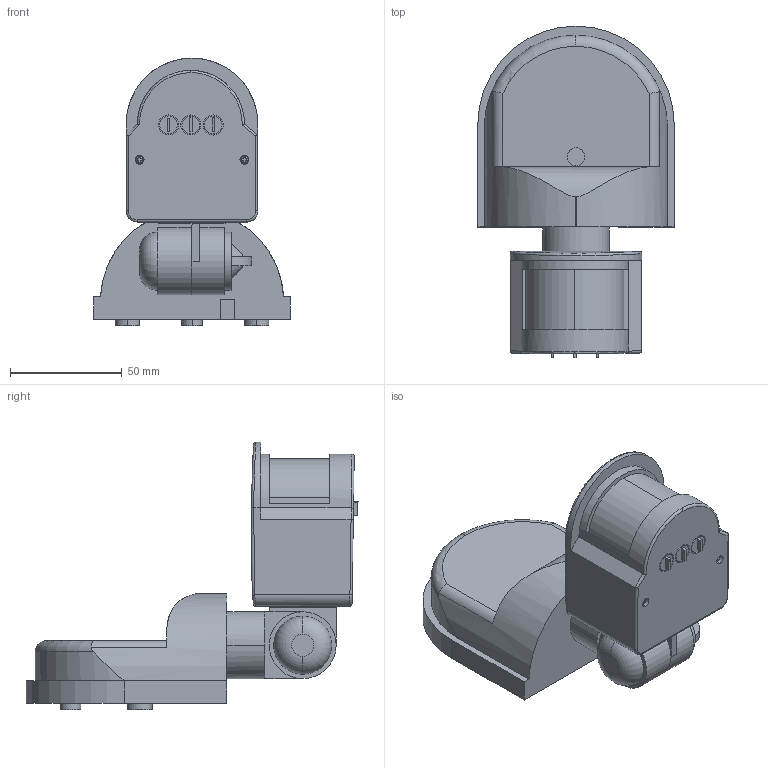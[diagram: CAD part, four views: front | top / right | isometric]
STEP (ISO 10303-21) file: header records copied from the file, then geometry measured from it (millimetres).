
FILE_DESCRIPTION (( 'STEP AP214' ), '1' );
FILE_NAME ('LDD10-008-1100-002 Äàò÷èê äâèæåíèÿ ÄÄ 008 áåëûé, ìàêñ. íàãðóçêà 1100Âò, óãîë îáçîðà 180ãðàä., äàëüíîñòü 12ì, IP44, ÈÝÊ.STEP', '2017-08-31T13:09:14', ( '' ), ( '' ), 'SwSTEP 2.0', 'SolidWorks 2014', '' );
FILE_SCHEMA (( 'AUTOMOTIVE_DESIGN' ));
Length unit declared in the file: millimetre
Products named in the file (1): LDD10-008-1100-002 Äàò÷èê äâèæåíèÿ ÄÄ 008 áåëûé, ìàêñ. íàãðóçêà 1100Âò, óãîë îáçîðà 180ãðàä., äàëüíîñòü 12ì, IP44, ÈÝÊ
Bounding box: 88 x 148.78 x 120 mm (x, y, z)
Volume: 393309.4 mm3; surface area: 53546.2 mm2
Topology: 2 solids, 2 shells, 217 faces, 519 edges, 334 vertices
Faces by surface type: plane 124, cylinder 71, bspline 11, torus 8, cone 3
Entity records: 7233 total; most frequent: CARTESIAN_POINT 2164, DIRECTION 1045, ORIENTED_EDGE 1038, EDGE_CURVE 519, AXIS2_PLACEMENT_3D 385, VERTEX_POINT 334, VECTOR 275, LINE 275
